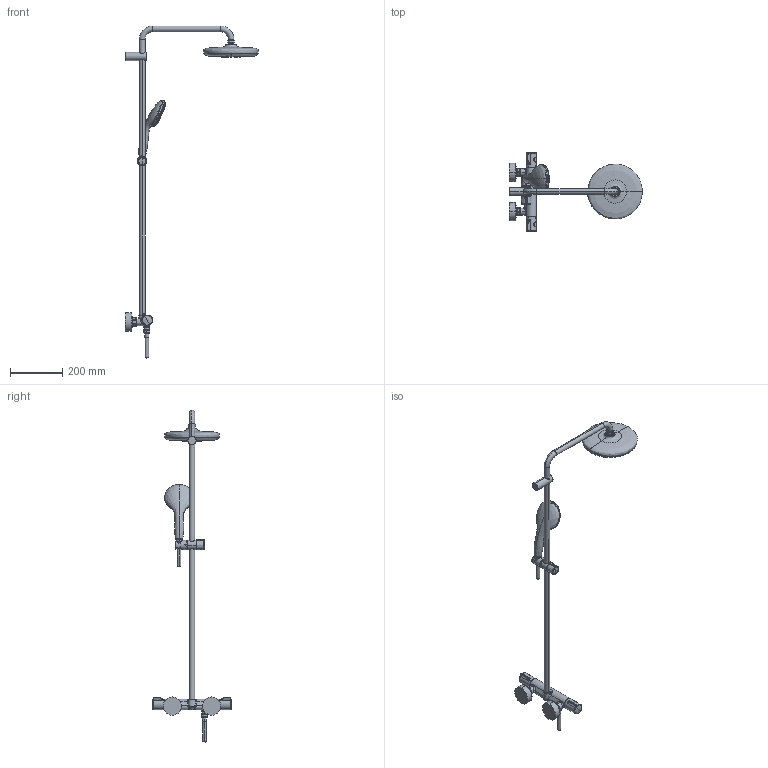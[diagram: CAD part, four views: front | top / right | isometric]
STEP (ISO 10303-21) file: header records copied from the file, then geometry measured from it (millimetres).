
FILE_DESCRIPTION(/* description */ ('AP214 STEP file'),/* implementation_level */ '2;1');
FILE_NAME(/* name */ '26811001.stp',/* time_stamp */ '2023-04-24T06:37:30+02:00',/* author */ (''),/* organization */ (''),/* preprocessor_version */ 'ST-DEVELOPER v17.1',/* originating_system */ 'Elysium Co. Ltd. STEP Translator v8.2.0.5',/* authorisation */ '');
FILE_SCHEMA (('AUTOMOTIVE_DESIGN { 1 0 10303 214 3 1 1 }'));
Products named in the file (5): plane_0; _0; 26811001_2; 26811001_1; 26811001
Assembly tree (4 placements, depth 2):
  26811001
    plane_0
    _0
    26811001_2
    26811001_1
Bounding box: 509.14 x 303.79 x 1269.2 mm (x, y, z)
Volume: 194563.5 mm3; surface area: 388451.8 mm2
Topology: 2 solids, 326 shells, 1988 faces, 8335 edges, 6455 vertices
Faces by surface type: bspline 665, cylinder 568, plane 225, cone 225, torus 215, extrusion 45, revolution 23, sphere 22
Entity records: 114451 total; most frequent: CARTESIAN_POINT 59433, ORIENTED_EDGE 12061, EDGE_CURVE 8310, VERTEX_POINT 6453, B_SPLINE_CURVE_WITH_KNOTS 5039, STYLED_ITEM 3451, DIRECTION 3300, AXIS2_PLACEMENT_3D 2667
